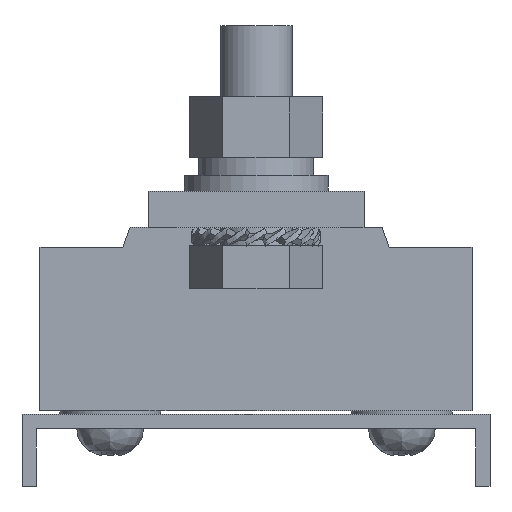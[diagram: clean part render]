
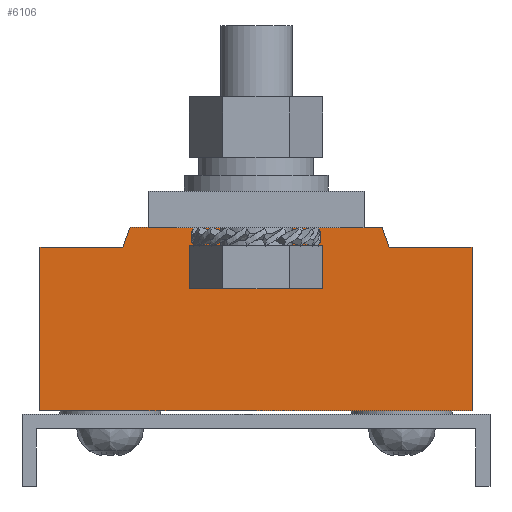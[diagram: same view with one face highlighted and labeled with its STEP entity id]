
A CAD part, front view. The second image highlights one B-rep face of the part: STEP entity #6106.
In plain terms, the highlighted planar face has unit normal (0, -1, 0).
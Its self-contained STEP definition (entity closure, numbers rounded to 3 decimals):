
#4035=LINE('',#21512,#5145);
#4037=LINE('',#21517,#5147);
#4040=LINE('',#21526,#5150);
#4074=LINE('',#21605,#5184);
#4103=LINE('',#21662,#5213);
#4106=LINE('',#21667,#5216);
#4108=LINE('',#21671,#5218);
#4118=LINE('',#21689,#5228);
#4120=LINE('',#21693,#5230);
#4121=LINE('',#21695,#5231);
#4122=LINE('',#21697,#5232);
#4123=LINE('',#21698,#5233);
#4124=LINE('',#21699,#5234);
#4125=LINE('',#21701,#5235);
#4126=LINE('',#21702,#5236);
#4127=LINE('',#21704,#5237);
#5145=VECTOR('',#17698,1.);
#5147=VECTOR('',#17702,1.);
#5150=VECTOR('',#17711,1.);
#5184=VECTOR('',#17773,1.);
#5213=VECTOR('',#17818,1.);
#5216=VECTOR('',#17821,1.);
#5218=VECTOR('',#17825,1.);
#5228=VECTOR('',#17839,1.);
#5230=VECTOR('',#17843,1.);
#5231=VECTOR('',#17846,1.);
#5232=VECTOR('',#17847,1.);
#5233=VECTOR('',#17848,1.);
#5234=VECTOR('',#17849,1.);
#5235=VECTOR('',#17850,1.);
#5236=VECTOR('',#17851,1.);
#5237=VECTOR('',#17852,1.);
#6106=ADVANCED_FACE('',(#7144),#6767,.T.);
#6767=PLANE('',#16454);
#7144=FACE_OUTER_BOUND('',#7773,.T.);
#7773=EDGE_LOOP('',(#9248,#9249,#9250,#9251,#9252,#9253,#9254,#9255,#9256,
#9257,#9258,#9259,#9260,#9261,#9262,#9263));
#9248=ORIENTED_EDGE('',*,*,#13834,.F.);
#9249=ORIENTED_EDGE('',*,*,#13835,.T.);
#9250=ORIENTED_EDGE('',*,*,#13743,.T.);
#9251=ORIENTED_EDGE('',*,*,#13836,.F.);
#9252=ORIENTED_EDGE('',*,*,#13745,.F.);
#9253=ORIENTED_EDGE('',*,*,#13837,.T.);
#9254=ORIENTED_EDGE('',*,*,#13838,.F.);
#9255=ORIENTED_EDGE('',*,*,#13833,.F.);
#9256=ORIENTED_EDGE('',*,*,#13821,.T.);
#9257=ORIENTED_EDGE('',*,*,#13816,.T.);
#9258=ORIENTED_EDGE('',*,*,#13839,.F.);
#9259=ORIENTED_EDGE('',*,*,#13840,.T.);
#9260=ORIENTED_EDGE('',*,*,#13787,.T.);
#9261=ORIENTED_EDGE('',*,*,#13819,.T.);
#9262=ORIENTED_EDGE('',*,*,#13749,.F.);
#9263=ORIENTED_EDGE('',*,*,#13831,.F.);
#12404=VERTEX_POINT('',#21507);
#12406=VERTEX_POINT('',#21511);
#12407=VERTEX_POINT('',#21515);
#12409=VERTEX_POINT('',#21518);
#12412=VERTEX_POINT('',#21527);
#12413=VERTEX_POINT('',#21528);
#12442=VERTEX_POINT('',#21604);
#12443=VERTEX_POINT('',#21606);
#12462=VERTEX_POINT('',#21661);
#12463=VERTEX_POINT('',#21663);
#12466=VERTEX_POINT('',#21672);
#12471=VERTEX_POINT('',#21688);
#12472=VERTEX_POINT('',#21692);
#12473=VERTEX_POINT('',#21696);
#12474=VERTEX_POINT('',#21700);
#12475=VERTEX_POINT('',#21703);
#13743=EDGE_CURVE('',#12404,#12406,#4035,.T.);
#13745=EDGE_CURVE('',#12407,#12409,#4037,.T.);
#13749=EDGE_CURVE('',#12412,#12413,#4040,.T.);
#13787=EDGE_CURVE('',#12443,#12442,#4074,.T.);
#13816=EDGE_CURVE('',#12463,#12462,#4103,.T.);
#13819=EDGE_CURVE('',#12442,#12413,#4106,.T.);
#13821=EDGE_CURVE('',#12466,#12463,#4108,.T.);
#13831=EDGE_CURVE('',#12471,#12412,#4118,.T.);
#13833=EDGE_CURVE('',#12466,#12472,#4120,.T.);
#13834=EDGE_CURVE('',#12473,#12471,#4121,.T.);
#13835=EDGE_CURVE('',#12473,#12404,#4122,.T.);
#13836=EDGE_CURVE('',#12409,#12406,#4123,.T.);
#13837=EDGE_CURVE('',#12407,#12474,#4124,.T.);
#13838=EDGE_CURVE('',#12472,#12474,#4125,.T.);
#13839=EDGE_CURVE('',#12475,#12462,#4126,.T.);
#13840=EDGE_CURVE('',#12475,#12443,#4127,.T.);
#16454=AXIS2_PLACEMENT_3D('',#21705,#17853,#17854);
#17698=DIRECTION('',(0.,0.,-1.));
#17702=DIRECTION('',(0.,0.,-1.));
#17711=DIRECTION('',(0.342,0.,-0.94));
#17773=DIRECTION('',(0.,0.,1.));
#17818=DIRECTION('',(-1.,0.,0.));
#17821=DIRECTION('',(-1.,0.,0.));
#17825=DIRECTION('',(-0.342,0.,-0.94));
#17839=DIRECTION('',(1.,0.,0.));
#17843=DIRECTION('',(1.,0.,0.));
#17846=DIRECTION('',(0.,0.,1.));
#17847=DIRECTION('',(-1.,0.,0.));
#17848=DIRECTION('',(1.,0.,0.));
#17849=DIRECTION('',(-1.,0.,0.));
#17850=DIRECTION('',(0.,0.,-1.));
#17851=DIRECTION('',(0.,0.,1.));
#17852=DIRECTION('',(1.,0.,0.));
#17853=DIRECTION('',(0.,-1.,0.));
#17854=DIRECTION('',(1.,0.,0.));
#21507=CARTESIAN_POINT('',(37.5,29.5,35.9));
#21511=CARTESIAN_POINT('',(37.5,29.5,35.5));
#21512=CARTESIAN_POINT('',(37.5,29.5,10.));
#21515=CARTESIAN_POINT('',(27.5,29.5,35.9));
#21517=CARTESIAN_POINT('',(27.5,29.5,35.5));
#21518=CARTESIAN_POINT('',(27.5,29.5,35.5));
#21526=CARTESIAN_POINT('',(50.,29.5,36.));
#21527=CARTESIAN_POINT('',(50.,29.5,36.));
#21528=CARTESIAN_POINT('',(51.019,29.5,33.2));
#21604=CARTESIAN_POINT('',(62.5,29.5,33.2));
#21605=CARTESIAN_POINT('',(62.5,29.5,10.));
#21606=CARTESIAN_POINT('',(62.5,29.5,10.5));
#21661=CARTESIAN_POINT('',(2.5,29.5,33.2));
#21662=CARTESIAN_POINT('',(32.5,29.5,33.2));
#21663=CARTESIAN_POINT('',(13.981,29.5,33.2));
#21667=CARTESIAN_POINT('',(32.5,29.5,33.2));
#21671=CARTESIAN_POINT('',(8.691,29.5,18.666));
#21672=CARTESIAN_POINT('',(15.,29.5,36.));
#21688=CARTESIAN_POINT('',(47.5,29.5,36.));
#21689=CARTESIAN_POINT('',(32.5,29.5,36.));
#21692=CARTESIAN_POINT('',(17.5,29.5,36.));
#21693=CARTESIAN_POINT('',(32.5,29.5,36.));
#21695=CARTESIAN_POINT('',(47.5,29.5,36.));
#21696=CARTESIAN_POINT('',(47.5,29.5,35.9));
#21697=CARTESIAN_POINT('',(32.5,29.5,35.9));
#21698=CARTESIAN_POINT('',(37.5,29.5,35.5));
#21699=CARTESIAN_POINT('',(32.5,29.5,35.9));
#21700=CARTESIAN_POINT('',(17.5,29.5,35.9));
#21701=CARTESIAN_POINT('',(17.5,29.5,36.));
#21702=CARTESIAN_POINT('',(2.5,29.5,10.));
#21703=CARTESIAN_POINT('',(2.5,29.5,10.5));
#21704=CARTESIAN_POINT('',(32.5,29.5,10.5));
#21705=CARTESIAN_POINT('',(32.5,29.5,10.));
